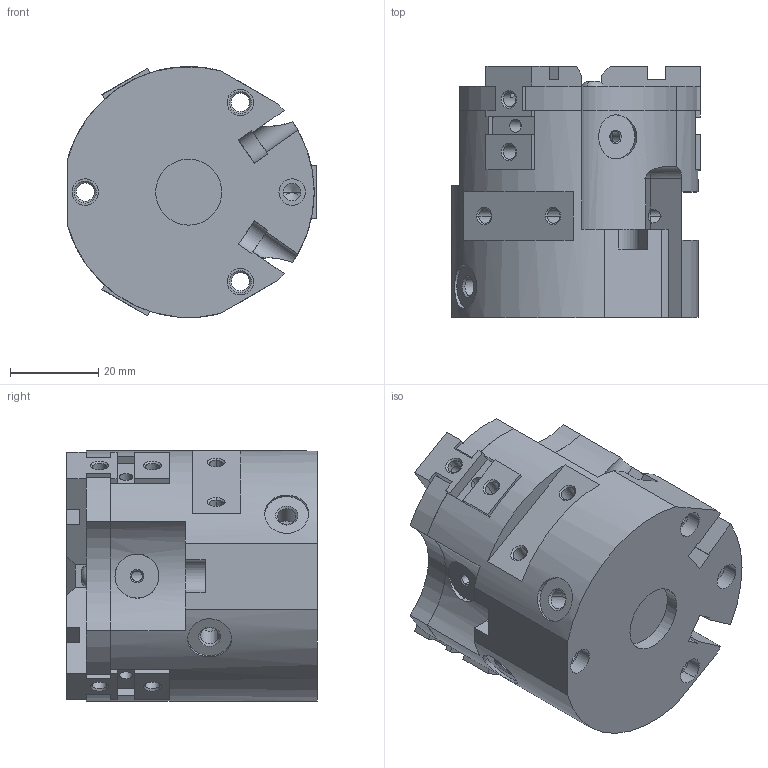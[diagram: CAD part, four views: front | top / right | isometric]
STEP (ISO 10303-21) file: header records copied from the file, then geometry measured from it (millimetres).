
FILE_DESCRIPTION( ( '' ), '1' );
FILE_NAME( 'ope60_3s_oe670prs_0_2_14a.stp', '2010-10-25T13:16:55', ( '' ), ( '' ), ' ', ' ', ' ' );
FILE_SCHEMA( ( 'automotive_design' ) );
Length unit declared in the file: millimetre
Products named in the file (4): 1; 2; 3; 4
Bounding box: 56.5 x 57 x 56.95 mm (x, y, z)
Volume: 108613.9 mm3; surface area: 32971.5 mm2
Topology: 4 solids, 4 shells, 423 faces, 1126 edges, 701 vertices
Faces by surface type: plane 186, cylinder 129, cone 102, torus 6
Entity records: 26255 total; most frequent: CARTESIAN_POINT 3155, DIRECTION 2262, STYLED_ITEM 2224, PRESENTATION_STYLE_ASSIGNMENT 2224, COLOUR_RGB 2224, ORIENTED_EDGE 2192, EDGE_CURVE 1096, CURVE_STYLE 1096
